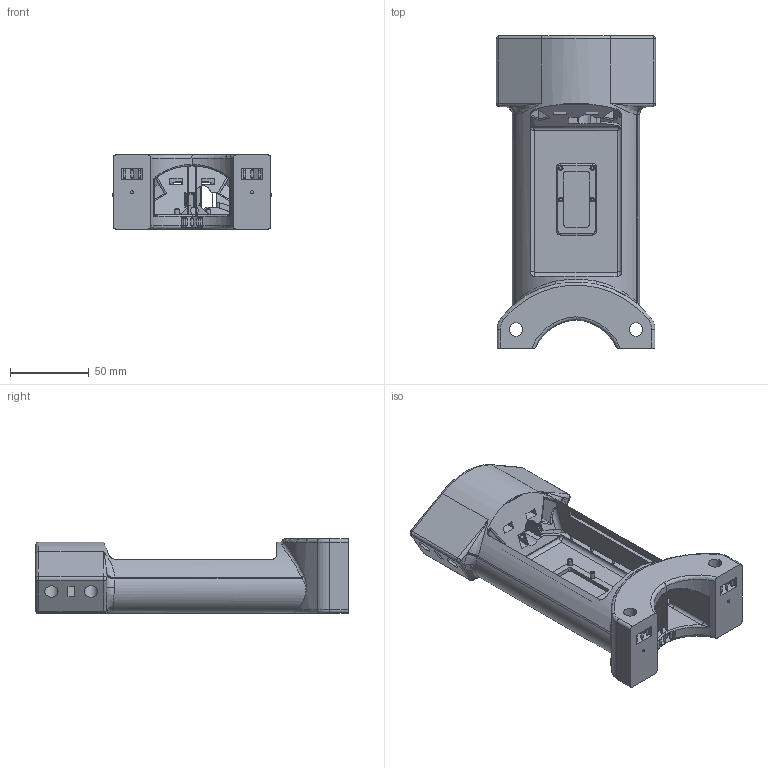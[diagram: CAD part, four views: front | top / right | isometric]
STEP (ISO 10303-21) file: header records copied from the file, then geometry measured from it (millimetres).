
FILE_DESCRIPTION(/* description */ (''),/* implementation_level */ '2;1');
FILE_NAME(/* name */ 'G003979-Soporte camara ciclop con soportes.stp',/* time_stamp */ '2015-03-24T09:00:08+01:00',/* author */ ('jnazabal'),/* organization */ (''),/* preprocessor_version */ 'ST-DEVELOPER v15.6',/* originating_system */ 'Autodesk Inventor 2015',/* authorisation */ '');
FILE_SCHEMA (('AUTOMOTIVE_DESIGN { 1 0 10303 214 3 1 1 }'));
Products named in the file (57): brep_7; brep_8; brep_9; brep_10; brep_11; brep_12; brep_13; brep_14; brep_15; brep_16; brep_17; brep_18; brep_19; brep_20; brep_21; brep_22; brep_23; brep_24; brep_25; brep_26; brep_27; brep_28; brep_29; brep_30; brep_31; brep_32; brep_33; brep_34; brep_35; brep_36; brep_37; brep_38; brep_39; brep_40; brep_41; brep_42; brep_43; brep_44; brep_45; brep_46 ...
Assembly tree (56 placements, depth 3):
  G003979-Soporte camara ciclop con soportes
    brep_7
    brep_8
    brep_9
    brep_10
    brep_11
    brep_12
    brep_13
    brep_14
    brep_15
    brep_16
    brep_17
    brep_18
    brep_19
    brep_20
    brep_21
    brep_22
    brep_23
    brep_24
    brep_25
    brep_26
    brep_27
    brep_28
    brep_29
    brep_30
    brep_31
    brep_32
    brep_33
    brep_34
    brep_35
    brep_36
    brep_37
    brep_38
    brep_39
    brep_40
    brep_41
    brep_42
    brep_43
    brep_44
    brep_45
    brep_46
    brep_47
    brep_48
    brep_49
    brep_50
    brep_51
    brep_52
    brep_53
    brep_54
    brep_55
    Soportes_zona_camara
      brep_1
      brep_2
      brep_3
      brep_4
      brep_5
      brep_6
Bounding box: 100.69 x 198 x 47 mm (x, y, z)
Volume: 303469.4 mm3; surface area: 92704.3 mm2
Topology: 55 solids, 55 shells, 1346 faces, 3761 edges, 2531 vertices
Faces by surface type: plane 693, bspline 326, cylinder 220, cone 75, torus 24, sphere 8
Full cylindrical faces by diameter (mm): 1.498 x35, 2 x2, 2.9 x4, 8.5 x10
Entity records: 51408 total; most frequent: CARTESIAN_POINT 18664, ORIENTED_EDGE 7104, DIRECTION 5442, EDGE_CURVE 3552, VERTEX_POINT 2459, LINE 2030, VECTOR 2030, AXIS2_PLACEMENT_3D 1706
